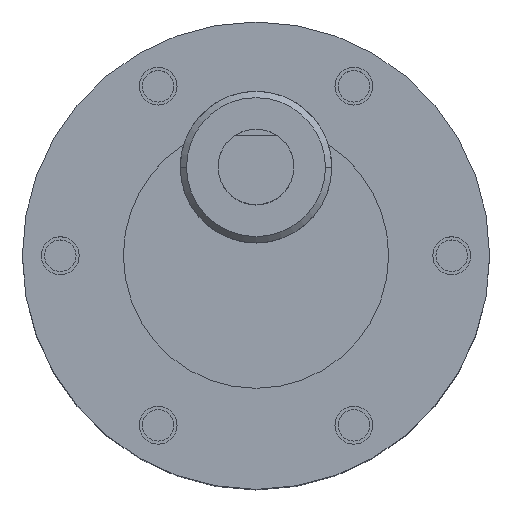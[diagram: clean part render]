
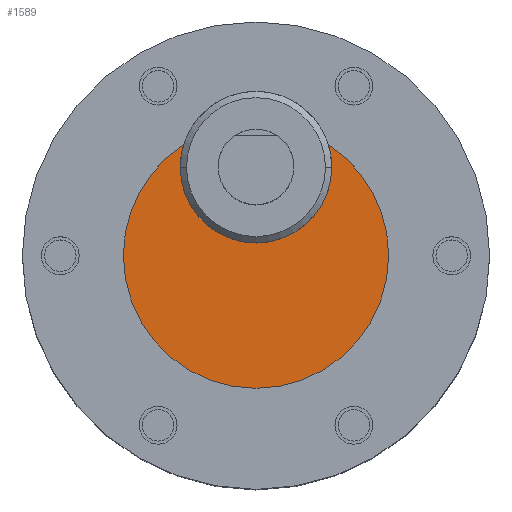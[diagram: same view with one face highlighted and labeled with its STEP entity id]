
A CAD part, top view. The second image highlights one B-rep face of the part: STEP entity #1589.
In plain terms, the highlighted planar face has unit normal (0, 0, 1).
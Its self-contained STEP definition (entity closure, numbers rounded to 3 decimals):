
#8 = AXIS2_PLACEMENT_3D ( 'NONE', #790, #791, #792 ) ;
#16 = CIRCLE ( 'NONE', #8, 10.5 ) ;
#98 = CIRCLE ( 'NONE', #109, 6. ) ;
#101 = CIRCLE ( 'NONE', #102, 6. ) ;
#102 = AXIS2_PLACEMENT_3D ( 'NONE', #1962, #1963, #1964 ) ;
#109 = AXIS2_PLACEMENT_3D ( 'NONE', #1974, #1975, #1976 ) ;
#110 = CIRCLE ( 'NONE', #116, 10.5 ) ;
#112 = CIRCLE ( 'NONE', #114, 10.5 ) ;
#114 = AXIS2_PLACEMENT_3D ( 'NONE', #1986, #1987, #1988 ) ;
#116 = AXIS2_PLACEMENT_3D ( 'NONE', #1989, #1990, #1991 ) ;
#243 = CIRCLE ( 'NONE', #246, 6. ) ;
#246 = AXIS2_PLACEMENT_3D ( 'NONE', #713, #714, #715 ) ;
#249 = AXIS2_PLACEMENT_3D ( 'NONE', #695, #696, #697 ) ;
#407 = CARTESIAN_POINT ( 'NONE',  ( 6., 7., -0.5 ) ) ;
#408 = CARTESIAN_POINT ( 'NONE',  ( 5.723, 8.804, -0.5 ) ) ;
#411 = CARTESIAN_POINT ( 'NONE',  ( -5.723, 8.804, -0.5 ) ) ;
#412 = CARTESIAN_POINT ( 'NONE',  ( -6., 7., -0.5 ) ) ;
#413 = CARTESIAN_POINT ( 'NONE',  ( -10.5, 0., -0.5 ) ) ;
#414 = CARTESIAN_POINT ( 'NONE',  ( 10.5, 0., -0.5 ) ) ;
#694 = PLANE ( 'NONE',  #249 ) ;
#695 = CARTESIAN_POINT ( 'NONE',  ( 0., 3.5, -0.5 ) ) ;
#696 = DIRECTION ( 'NONE',  ( 0., 0., 1. ) ) ;
#697 = DIRECTION ( 'NONE',  ( 1., 0., 0. ) ) ;
#713 = CARTESIAN_POINT ( 'NONE',  ( 0., 7., -0.5 ) ) ;
#714 = DIRECTION ( 'NONE',  ( 0., 0., -1. ) ) ;
#715 = DIRECTION ( 'NONE',  ( 1., 0., 0. ) ) ;
#790 = CARTESIAN_POINT ( 'NONE',  ( 0., 0., -0.5 ) ) ;
#791 = DIRECTION ( 'NONE',  ( 0., 0., 1. ) ) ;
#792 = DIRECTION ( 'NONE',  ( 1., 0., 0. ) ) ;
#1017 = FACE_OUTER_BOUND ( 'NONE', #1478, .T. ) ;
#1033 = ORIENTED_EDGE ( 'NONE', *, *, #1621, .T. ) ;
#1037 = ORIENTED_EDGE ( 'NONE', *, *, #2104, .T. ) ;
#1041 = ORIENTED_EDGE ( 'NONE', *, *, #2094, .T. ) ;
#1043 = ORIENTED_EDGE ( 'NONE', *, *, #2103, .T. ) ;
#1045 = ORIENTED_EDGE ( 'NONE', *, *, #1594, .T. ) ;
#1049 = ORIENTED_EDGE ( 'NONE', *, *, #2099, .T. ) ;
#1349 = VERTEX_POINT ( 'NONE', #407 ) ;
#1350 = VERTEX_POINT ( 'NONE', #408 ) ;
#1353 = VERTEX_POINT ( 'NONE', #411 ) ;
#1354 = VERTEX_POINT ( 'NONE', #412 ) ;
#1355 = VERTEX_POINT ( 'NONE', #413 ) ;
#1356 = VERTEX_POINT ( 'NONE', #414 ) ;
#1478 = EDGE_LOOP ( 'NONE', ( #1033, #1043, #1037, #1041, #1045, #1049 ) ) ;
#1589 = ADVANCED_FACE ( 'NONE', ( #1017 ), #694, .T. ) ;
#1594 = EDGE_CURVE ( 'NONE', #1349, #1354, #243, .T. ) ;
#1621 = EDGE_CURVE ( 'NONE', #1353, #1355, #16, .T. ) ;
#1962 = CARTESIAN_POINT ( 'NONE',  ( 0., 7., -0.5 ) ) ;
#1963 = DIRECTION ( 'NONE',  ( 0., 0., -1. ) ) ;
#1964 = DIRECTION ( 'NONE',  ( 1., 0., 0. ) ) ;
#1974 = CARTESIAN_POINT ( 'NONE',  ( 0., 7., -0.5 ) ) ;
#1975 = DIRECTION ( 'NONE',  ( 0., 0., -1. ) ) ;
#1976 = DIRECTION ( 'NONE',  ( 1., 0., 0. ) ) ;
#1986 = CARTESIAN_POINT ( 'NONE',  ( 0., 0., -0.5 ) ) ;
#1987 = DIRECTION ( 'NONE',  ( 0., 0., 1. ) ) ;
#1988 = DIRECTION ( 'NONE',  ( 1., 0., 0. ) ) ;
#1989 = CARTESIAN_POINT ( 'NONE',  ( 0., 0., -0.5 ) ) ;
#1990 = DIRECTION ( 'NONE',  ( 0., 0., 1. ) ) ;
#1991 = DIRECTION ( 'NONE',  ( 1., 0., 0. ) ) ;
#2094 = EDGE_CURVE ( 'NONE', #1350, #1349, #101, .T. ) ;
#2099 = EDGE_CURVE ( 'NONE', #1354, #1353, #98, .T. ) ;
#2103 = EDGE_CURVE ( 'NONE', #1355, #1356, #112, .T. ) ;
#2104 = EDGE_CURVE ( 'NONE', #1356, #1350, #110, .T. ) ;
